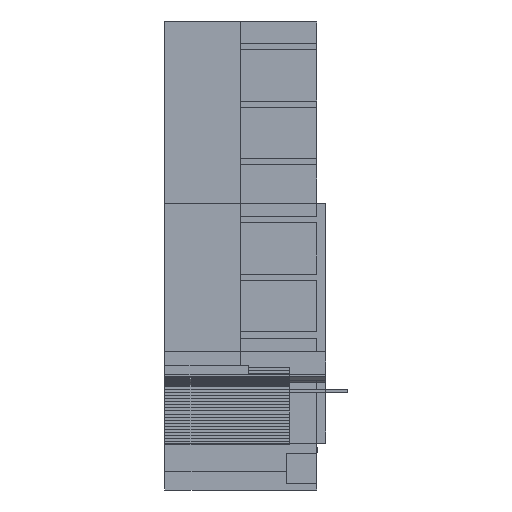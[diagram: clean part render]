
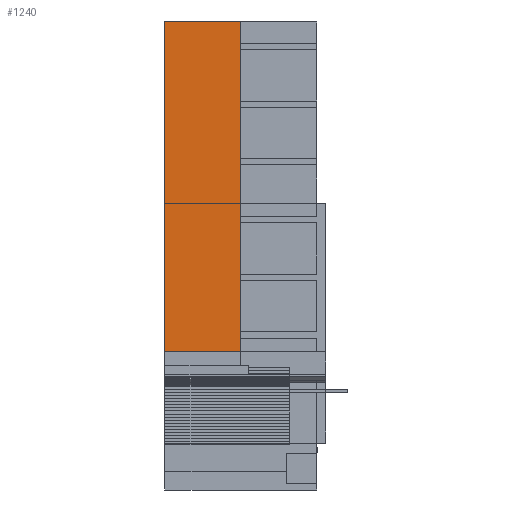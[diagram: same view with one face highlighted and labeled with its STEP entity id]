
A CAD part, left-side view. The second image highlights one B-rep face of the part: STEP entity #1240.
In plain terms, the highlighted planar face has unit normal (-1, 0, 0).
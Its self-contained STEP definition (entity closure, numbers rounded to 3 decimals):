
#1240=ADVANCED_FACE('',(#2385),#2386,.F.);
#2385=FACE_OUTER_BOUND('',#3847,.T.);
#2386=PLANE('',#3848);
#3847=EDGE_LOOP('',(#5627,#5628,#5629,#5630));
#3848=AXIS2_PLACEMENT_3D('',#5631,#5632,#5633);
#5627=ORIENTED_EDGE('',*,*,#8078,.F.);
#5628=ORIENTED_EDGE('',*,*,#7933,.F.);
#5629=ORIENTED_EDGE('',*,*,#8079,.T.);
#5630=ORIENTED_EDGE('',*,*,#8010,.T.);
#5631=CARTESIAN_POINT('',(1817.24,130.0,760.0));
#5632=DIRECTION('',(1.0,0.0,0.));
#5633=DIRECTION('',(0.0,1.0,0.0));
#7933=EDGE_CURVE('',#9352,#9348,#9354,.T.);
#8010=EDGE_CURVE('',#9476,#9473,#9477,.T.);
#8078=EDGE_CURVE('',#9348,#9473,#9569,.T.);
#8079=EDGE_CURVE('',#9352,#9476,#9570,.T.);
#9348=VERTEX_POINT('',#11289);
#9352=VERTEX_POINT('',#11295);
#9354=LINE('',#11298,#11299);
#9473=VERTEX_POINT('',#11471);
#9476=VERTEX_POINT('',#11475);
#9477=LINE('',#11476,#11477);
#9569=LINE('',#11614,#11615);
#9570=LINE('',#11616,#11617);
#11289=CARTESIAN_POINT('',(1817.24,130.0,760.0));
#11295=CARTESIAN_POINT('',(1817.24,255.0,760.0));
#11298=CARTESIAN_POINT('',(1817.24,255.0,760.0));
#11299=VECTOR('',#12933,1.0);
#11471=CARTESIAN_POINT('',(1817.24,130.0,180.0));
#11475=CARTESIAN_POINT('',(1817.24,255.0,180.0));
#11476=CARTESIAN_POINT('',(1817.24,255.0,180.0));
#11477=VECTOR('',#12988,1.0);
#11614=CARTESIAN_POINT('',(1817.24,130.0,760.0));
#11615=VECTOR('',#13034,1.0);
#11616=CARTESIAN_POINT('',(1817.24,255.0,760.0));
#11617=VECTOR('',#13035,1.0);
#12933=DIRECTION('',(0.0,-1.0,0.0));
#12988=DIRECTION('',(0.0,-1.0,0.0));
#13034=DIRECTION('',(0.,0.0,-1.0));
#13035=DIRECTION('',(0.,0.0,-1.0));
